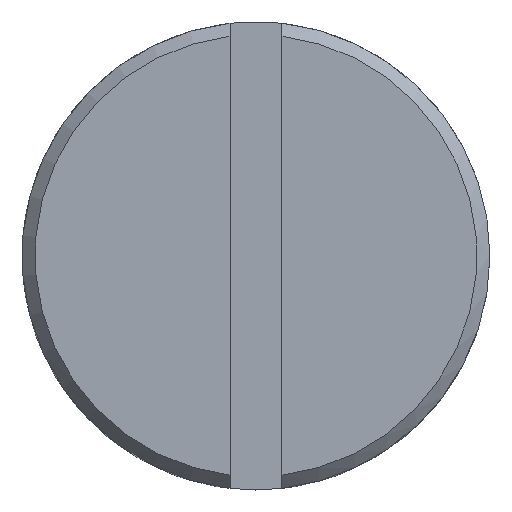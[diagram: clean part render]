
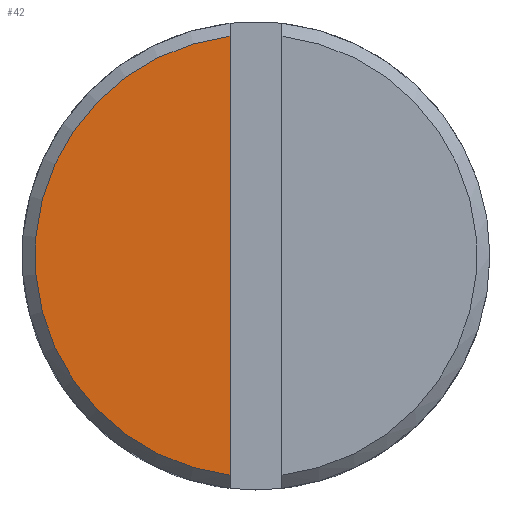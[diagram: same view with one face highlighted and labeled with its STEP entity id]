
A CAD part, top view. The second image highlights one B-rep face of the part: STEP entity #42.
In plain terms, the highlighted planar face has unit normal (0, 0, 1).
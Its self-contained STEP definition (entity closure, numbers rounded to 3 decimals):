
#42 = ADVANCED_FACE( '', ( #89 ), #90, .T. );
#89 = FACE_OUTER_BOUND( '', #144, .T. );
#90 = PLANE( '', #145 );
#144 = EDGE_LOOP( '', ( #201, #202 ) );
#145 = AXIS2_PLACEMENT_3D( '', #203, #204, #205 );
#201 = ORIENTED_EDGE( '', *, *, #298, .T. );
#202 = ORIENTED_EDGE( '', *, *, #299, .T. );
#203 = CARTESIAN_POINT( '', ( 0., 0., 24.5 ) );
#204 = DIRECTION( '', ( 0., 0., 1. ) );
#205 = DIRECTION( '', ( 1., 0., 0. ) );
#298 = EDGE_CURVE( '', #340, #341, #342, .T. );
#299 = EDGE_CURVE( '', #341, #340, #343, .T. );
#340 = VERTEX_POINT( '', #403 );
#341 = VERTEX_POINT( '', #404 );
#342 = LINE( '', #405, #406 );
#343 = CIRCLE( '', #407, 8.5 );
#403 = CARTESIAN_POINT( '', ( -1., -8.441, 24.5 ) );
#404 = CARTESIAN_POINT( '', ( -1., 8.441, 24.5 ) );
#405 = CARTESIAN_POINT( '', ( -1., -10., 24.5 ) );
#406 = VECTOR( '', #467, 1000. );
#407 = AXIS2_PLACEMENT_3D( '', #468, #469, #470 );
#467 = DIRECTION( '', ( 0., 1., 0. ) );
#468 = CARTESIAN_POINT( '', ( 0., 0., 24.5 ) );
#469 = DIRECTION( '', ( 0., 0., 1. ) );
#470 = DIRECTION( '', ( 1., 0., 0. ) );
